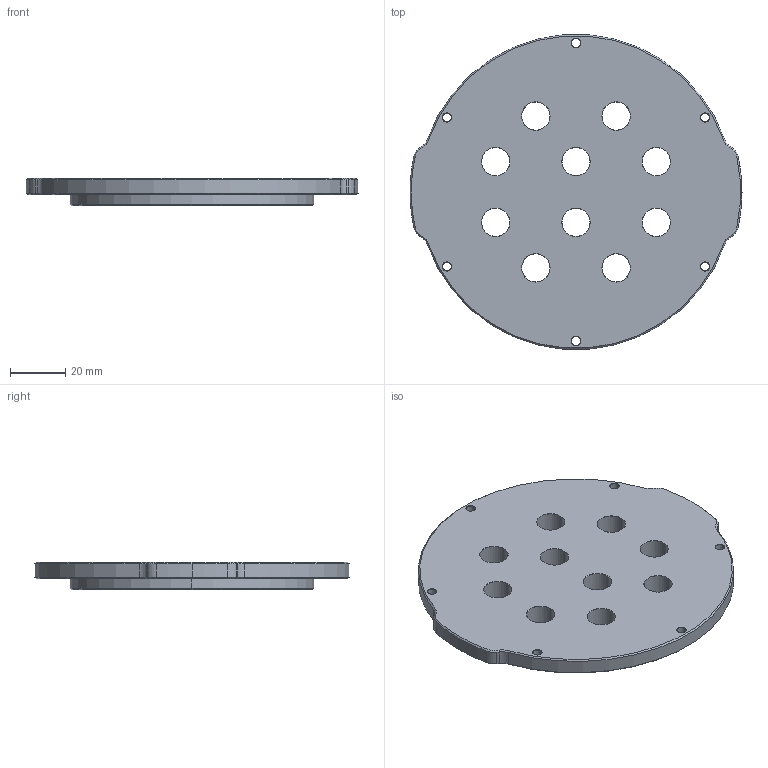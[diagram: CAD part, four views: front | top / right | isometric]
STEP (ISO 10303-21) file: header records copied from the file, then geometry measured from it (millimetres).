
FILE_DESCRIPTION (( 'STEP AP203' ), '1' );
FILE_NAME ('WTE4-END-CAP-10XM10-R2.step', '2022-08-21T00:30:22', ( '' ), ( '' ), 'SwSTEP 2.0', 'SolidWorks 2022', '' );
FILE_SCHEMA (( 'CONFIG_CONTROL_DESIGN' ));
Length unit declared in the file: millimetre
Products named in the file (1): WTE4-END-CAP-10XM10-R2
Bounding box: 120.3 x 113.92 x 10 mm (x, y, z)
Volume: 78596.6 mm3; surface area: 25730.9 mm2
Topology: 1 solids, 1 shells, 154 faces, 354 edges, 203 vertices
Faces by surface type: cone 92, cylinder 47, plane 15
Entity records: 4454 total; most frequent: DIRECTION 851, CARTESIAN_POINT 712, ORIENTED_EDGE 708, EDGE_CURVE 354, AXIS2_PLACEMENT_3D 342, VERTEX_POINT 203, CIRCLE 187, EDGE_LOOP 187
